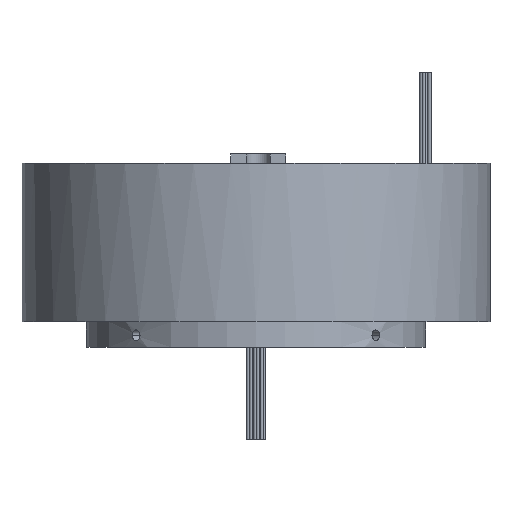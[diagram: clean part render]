
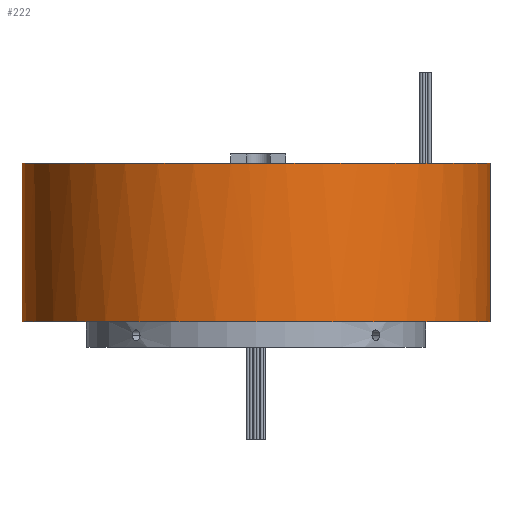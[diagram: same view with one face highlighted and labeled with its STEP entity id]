
A CAD part, front view. The second image highlights one B-rep face of the part: STEP entity #222.
In plain terms, the highlighted cylindrical face has radius 149 mm (diameter 298 mm), a partial arc.
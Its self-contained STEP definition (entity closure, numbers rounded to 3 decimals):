
#222=ADVANCED_FACE('',(#426),#345,.T.);
#345=CYLINDRICAL_SURFACE('',#2489,149.);
#426=FACE_OUTER_BOUND('',#582,.T.);
#582=EDGE_LOOP('',(#1242,#1243,#1244,#1245,#1246,#1247));
#760=LINE('',#4033,#909);
#761=LINE('',#4037,#910);
#909=VECTOR('',#2927,1.);
#910=VECTOR('',#2930,1.);
#1242=ORIENTED_EDGE('',*,*,#2003,.T.);
#1243=ORIENTED_EDGE('',*,*,#2015,.F.);
#1244=ORIENTED_EDGE('',*,*,#2059,.F.);
#1245=ORIENTED_EDGE('',*,*,#2060,.F.);
#1246=ORIENTED_EDGE('',*,*,#2005,.F.);
#1247=ORIENTED_EDGE('',*,*,#2058,.T.);
#1782=VERTEX_POINT('',#4031);
#1784=VERTEX_POINT('',#4034);
#1785=VERTEX_POINT('',#4036);
#1786=VERTEX_POINT('',#4038);
#1792=VERTEX_POINT('',#4115);
#1806=VERTEX_POINT('',#4243);
#2003=EDGE_CURVE('',#1784,#1782,#760,.T.);
#2005=EDGE_CURVE('',#1785,#1786,#761,.T.);
#2015=EDGE_CURVE('',#1792,#1782,#2241,.T.);
#2058=EDGE_CURVE('',#1785,#1784,#2275,.T.);
#2059=EDGE_CURVE('',#1806,#1792,#2276,.T.);
#2060=EDGE_CURVE('',#1786,#1806,#2277,.T.);
#2241=CIRCLE('',#2443,149.);
#2275=CIRCLE('',#2485,149.);
#2276=CIRCLE('',#2487,149.);
#2277=CIRCLE('',#2488,149.);
#2443=AXIS2_PLACEMENT_3D('',#4116,#2946,#2947);
#2485=AXIS2_PLACEMENT_3D('',#4240,#3037,#3038);
#2487=AXIS2_PLACEMENT_3D('',#4242,#3041,#3042);
#2488=AXIS2_PLACEMENT_3D('',#4244,#3043,#3044);
#2489=AXIS2_PLACEMENT_3D('',#4245,#3045,#3046);
#2927=DIRECTION('',(0.,0.,1.));
#2930=DIRECTION('',(0.,0.,1.));
#2946=DIRECTION('',(0.,0.,1.));
#2947=DIRECTION('',(1.,0.,0.));
#3037=DIRECTION('',(0.,0.,1.));
#3038=DIRECTION('',(1.,0.,0.));
#3041=DIRECTION('',(0.,0.,1.));
#3042=DIRECTION('',(1.,0.,0.));
#3043=DIRECTION('',(0.,0.,1.));
#3044=DIRECTION('',(1.,0.,0.));
#3045=DIRECTION('',(0.,0.,-1.));
#3046=DIRECTION('',(1.,0.,0.));
#4031=CARTESIAN_POINT('',(149.,0.,117.));
#4033=CARTESIAN_POINT('',(149.,0.,117.));
#4034=CARTESIAN_POINT('',(149.,0.,16.));
#4036=CARTESIAN_POINT('',(-149.,0.,16.));
#4037=CARTESIAN_POINT('',(-149.,0.,117.));
#4038=CARTESIAN_POINT('',(-149.,0.,117.));
#4115=CARTESIAN_POINT('',(19.,-147.784,117.));
#4116=CARTESIAN_POINT('',(0.,0.,117.));
#4240=CARTESIAN_POINT('',(0.,0.,16.));
#4242=CARTESIAN_POINT('',(0.,0.,117.));
#4243=CARTESIAN_POINT('',(-16.,-148.138,117.));
#4244=CARTESIAN_POINT('',(0.,0.,117.));
#4245=CARTESIAN_POINT('',(0.,0.,117.));
